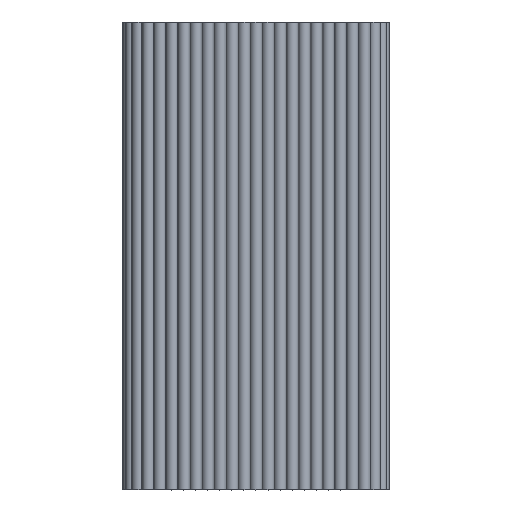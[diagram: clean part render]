
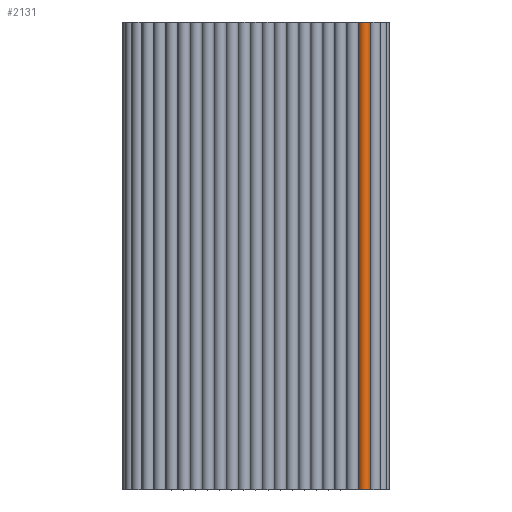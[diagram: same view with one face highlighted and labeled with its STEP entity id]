
A CAD part, top view. The second image highlights one B-rep face of the part: STEP entity #2131.
In plain terms, the highlighted cylindrical face has radius 1.964 mm (diameter 3.927 mm), a partial arc.
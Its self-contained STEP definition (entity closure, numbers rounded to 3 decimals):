
#68=FACE_OUTER_BOUND('',#185,.T.);
#185=EDGE_LOOP('',(#1476,#1477,#1478,#1479));
#310=LINE('',#3626,#432);
#311=LINE('',#3632,#433);
#432=VECTOR('',#2864,10.);
#433=VECTOR('',#2871,10.);
#582=CIRCLE('',#2349,1.963);
#583=CIRCLE('',#2350,1.963);
#810=VERTEX_POINT('',#3622);
#811=VERTEX_POINT('',#3624);
#812=VERTEX_POINT('',#3628);
#813=VERTEX_POINT('',#3630);
#1082=EDGE_CURVE('',#810,#811,#310,.T.);
#1083=EDGE_CURVE('',#812,#810,#582,.T.);
#1084=EDGE_CURVE('',#813,#811,#583,.T.);
#1085=EDGE_CURVE('',#812,#813,#311,.T.);
#1476=ORIENTED_EDGE('',*,*,#1083,.T.);
#1477=ORIENTED_EDGE('',*,*,#1082,.T.);
#1478=ORIENTED_EDGE('',*,*,#1084,.F.);
#1479=ORIENTED_EDGE('',*,*,#1085,.F.);
#2016=CYLINDRICAL_SURFACE('',#2348,1.963);
#2131=ADVANCED_FACE('',(#68),#2016,.T.);
#2348=AXIS2_PLACEMENT_3D('',#3627,#2865,#2866);
#2349=AXIS2_PLACEMENT_3D('',#3629,#2867,#2868);
#2350=AXIS2_PLACEMENT_3D('',#3631,#2869,#2870);
#2864=DIRECTION('',(0.,1.,0.));
#2865=DIRECTION('center_axis',(0.,1.,0.));
#2866=DIRECTION('ref_axis',(0.383,0.,0.924));
#2867=DIRECTION('center_axis',(0.,1.,0.));
#2868=DIRECTION('ref_axis',(-1.,0.,0.));
#2869=DIRECTION('center_axis',(0.,1.,0.));
#2870=DIRECTION('ref_axis',(-1.,0.,0.));
#2871=DIRECTION('',(0.,1.,0.));
#3622=CARTESIAN_POINT('',(36.988,0.,65.281));
#3624=CARTESIAN_POINT('',(36.988,152.4,65.281));
#3626=CARTESIAN_POINT('',(36.988,0.,65.281));
#3627=CARTESIAN_POINT('Origin',(35.243,0.,66.18));
#3628=CARTESIAN_POINT('',(33.373,0.,66.779));
#3629=CARTESIAN_POINT('Origin',(35.243,0.,66.18));
#3630=CARTESIAN_POINT('',(33.373,152.4,66.779));
#3631=CARTESIAN_POINT('Origin',(35.243,152.4,66.18));
#3632=CARTESIAN_POINT('',(33.373,0.,66.779));
